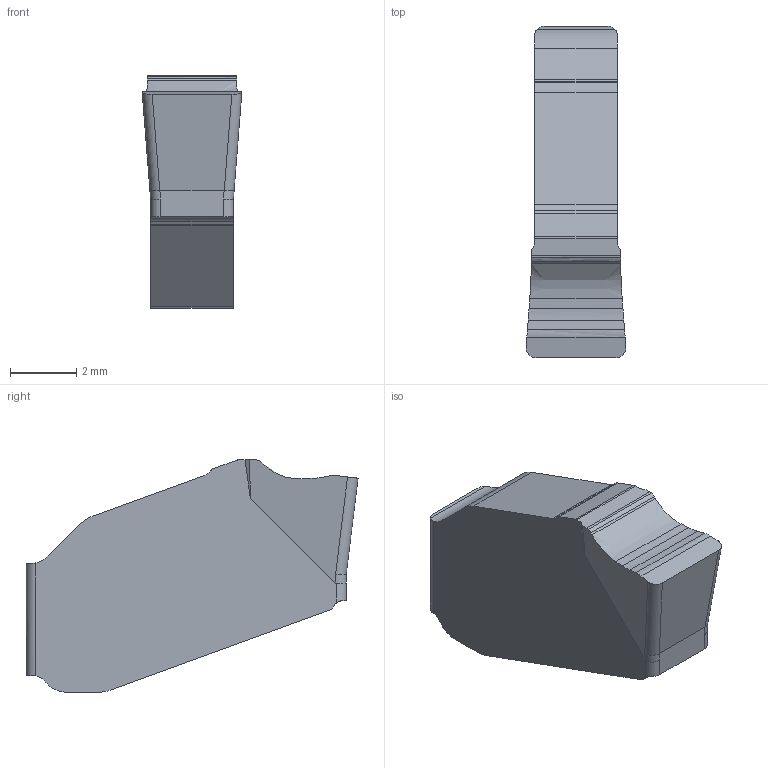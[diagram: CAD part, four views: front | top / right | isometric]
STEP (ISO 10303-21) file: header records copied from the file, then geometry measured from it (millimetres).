
FILE_DESCRIPTION(/* description */ (''),/* implementation_level */ '2;1');
FILE_NAME(/* name */ 'AAA328967_B.STP',/* time_stamp */ '2023-11-09T14:02:05+01:00',/* author */ (''),/* organization */ ('SMS'),/* preprocessor_version */ 'ST-DEVELOPER v16.7',/* originating_system */ 'SIEMENS PLM Software NX 12.0',/* authorisation */ '');
FILE_SCHEMA (('AUTOMOTIVE_DESIGN { 1 0 10303 214 3 1 1 1 }'));
Length unit declared in the file: millimetre
Products named in the file (1): AAA328967_B
Bounding box: 3 x 10.01 x 7 mm (x, y, z)
Volume: 120.8 mm3; surface area: 167.1 mm2
Topology: 1 solids, 1 shells, 50 faces, 145 edges, 99 vertices
Faces by surface type: plane 23, cylinder 18, extrusion 9
Entity records: 1951 total; most frequent: CARTESIAN_POINT 553, ORIENTED_EDGE 288, DIRECTION 273, EDGE_CURVE 144, VERTEX_POINT 96, VECTOR 93, AXIS2_PLACEMENT_3D 90, LINE 84
